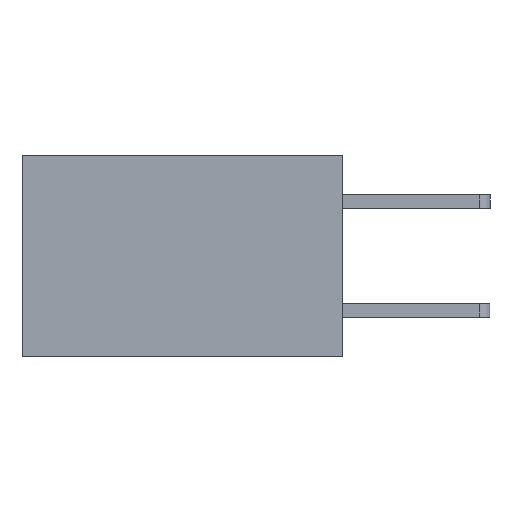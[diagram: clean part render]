
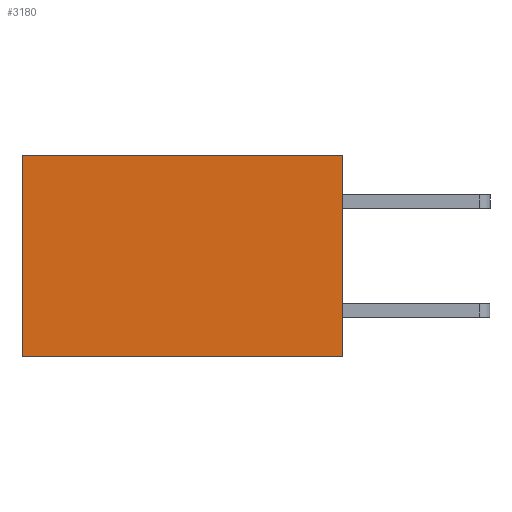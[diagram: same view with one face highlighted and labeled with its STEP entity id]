
A CAD part, left-side view. The second image highlights one B-rep face of the part: STEP entity #3180.
In plain terms, the highlighted planar face has unit normal (-1, 0, 0).
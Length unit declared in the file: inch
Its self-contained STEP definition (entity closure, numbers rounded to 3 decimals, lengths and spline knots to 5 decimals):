
#99 = ORIENTED_EDGE ( 'NONE', *, *, #650, .T. ) ;
#316 = ORIENTED_EDGE ( 'NONE', *, *, #2482, .F. ) ;
#650 = EDGE_CURVE ( 'NONE', #4726, #8087, #7889, .T. ) ;
#1637 = VERTEX_POINT ( 'NONE', #3624 ) ;
#1865 = LINE ( 'NONE', #6695, #7000 ) ;
#2069 = DIRECTION ( 'NONE',  ( 0., 0., -1. ) ) ;
#2072 = DIRECTION ( 'NONE',  ( 1., 0., 0. ) ) ;
#2086 = PLANE ( 'NONE',  #6351 ) ;
#2113 = CARTESIAN_POINT ( 'NONE',  ( 0.277, 0., -0.37 ) ) ;
#2482 = EDGE_CURVE ( 'NONE', #3100, #1637, #3226, .T. ) ;
#2565 = DIRECTION ( 'NONE',  ( 0., 1., 0. ) ) ;
#2595 = VECTOR ( 'NONE', #2565, 39.37008 ) ;
#2708 = CARTESIAN_POINT ( 'NONE',  ( 0.277, 0., 0. ) ) ;
#3100 = VERTEX_POINT ( 'NONE', #3422 ) ;
#3180 = ADVANCED_FACE ( 'NONE', ( #7277 ), #2086, .F. ) ;
#3226 = LINE ( 'NONE', #4432, #8383 ) ;
#3294 = EDGE_LOOP ( 'NONE', ( #99, #7172, #316, #3992 ) ) ;
#3422 = CARTESIAN_POINT ( 'NONE',  ( 0.277, 0., 0. ) ) ;
#3498 = EDGE_CURVE ( 'NONE', #1637, #8087, #1865, .T. ) ;
#3509 = DIRECTION ( 'NONE',  ( 0., 0., -1. ) ) ;
#3619 = CARTESIAN_POINT ( 'NONE',  ( 0.277, 0.59, -0.37 ) ) ;
#3624 = CARTESIAN_POINT ( 'NONE',  ( 0.277, 0., -0.37 ) ) ;
#3992 = ORIENTED_EDGE ( 'NONE', *, *, #4391, .T. ) ;
#4374 = VECTOR ( 'NONE', #3509, 39.37008 ) ;
#4391 = EDGE_CURVE ( 'NONE', #3100, #4726, #7760, .T. ) ;
#4432 = CARTESIAN_POINT ( 'NONE',  ( 0.277, 0., -0.37 ) ) ;
#4726 = VERTEX_POINT ( 'NONE', #6892 ) ;
#5416 = CARTESIAN_POINT ( 'NONE',  ( 0.277, 0.59, -0.37 ) ) ;
#5613 = DIRECTION ( 'NONE',  ( 0., 0., -1. ) ) ;
#6351 = AXIS2_PLACEMENT_3D ( 'NONE', #2113, #2072, #2069 ) ;
#6680 = DIRECTION ( 'NONE',  ( 0., 1., 0. ) ) ;
#6695 = CARTESIAN_POINT ( 'NONE',  ( 0.277, 0., -0.37 ) ) ;
#6892 = CARTESIAN_POINT ( 'NONE',  ( 0.277, 0.59, 0. ) ) ;
#7000 = VECTOR ( 'NONE', #6680, 39.37008 ) ;
#7172 = ORIENTED_EDGE ( 'NONE', *, *, #3498, .F. ) ;
#7277 = FACE_OUTER_BOUND ( 'NONE', #3294, .T. ) ;
#7760 = LINE ( 'NONE', #2708, #2595 ) ;
#7889 = LINE ( 'NONE', #5416, #4374 ) ;
#8087 = VERTEX_POINT ( 'NONE', #3619 ) ;
#8383 = VECTOR ( 'NONE', #5613, 39.37008 ) ;
